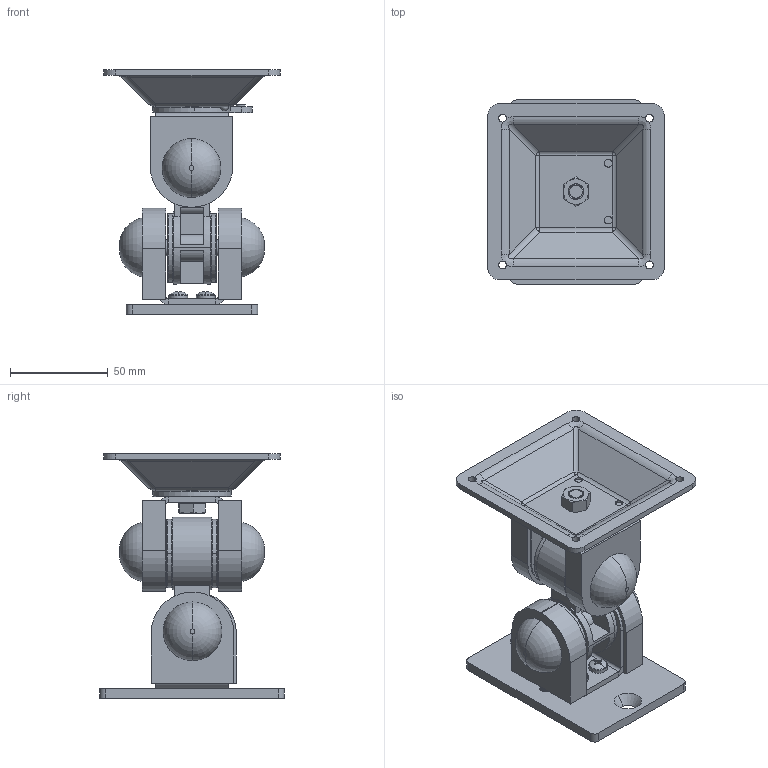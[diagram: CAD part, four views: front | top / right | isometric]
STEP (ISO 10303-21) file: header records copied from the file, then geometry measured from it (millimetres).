
FILE_DESCRIPTION (( 'STEP AP214' ), '1' );
FILE_NAME ('4898 Unidirectional Mount - Wall Mount.STEP', '2024-09-17T00:51:47', ( '' ), ( '' ), 'SwSTEP 2.0', 'SolidWorks 2024', '' );
FILE_SCHEMA (( 'AUTOMOTIVE_DESIGN' ));
Length unit declared in the file: millimetre
Products named in the file (13): Part7; Part6; pan cross head_am_B18.6.7M - M5 x 0.8 x 8 Type I Cross Recessed PHMS --8N; Part2; hex bolt_am_B18.2.3.5M - Hex bolt M8 x 1.25 x 40 --22N; 4898 Unidirectional Mount - Wall Mount; hex nut style 1_am_B18.2.4.1M - Hex nut, Style 1,  M8 x 1.25 --D-N; Part8; 4898; Part3; hex nut style 2_am_B18.2.4.2M - Hex nut, Style 2,  M8 x 1.25 --D-N; Part5; hex cap screw_am_B18.2.3.1M - Hex cap screw, M8 x 1.25 x 16 --16N
Assembly tree (24 placements, depth 2):
  4898 Unidirectional Mount - Wall Mount
    Part3  x2
    Part5  x4
    Part8
    hex bolt_am_B18.2.3.5M - Hex bolt M8 x 1.25 x 40 --22N  x2
    hex nut style 2_am_B18.2.4.2M - Hex nut, Style 2,  M8 x 1.25 --D-N  x2
    Part2
    pan cross head_am_B18.6.7M - M5 x 0.8 x 8 Type I Cross Recessed PHMS --8N  x4
    Part6
    4898
    hex cap screw_am_B18.2.3.1M - Hex cap screw, M8 x 1.25 x 16 --16N
    hex nut style 1_am_B18.2.4.1M - Hex nut, Style 1,  M8 x 1.25 --D-N
    Part7  x4
Bounding box: 90 x 94 x 125 mm (x, y, z)
Volume: 174939.1 mm3; surface area: 112576.5 mm2
Topology: 24 solids, 24 shells, 979 faces, 2493 edges, 1580 vertices
Faces by surface type: plane 519, cylinder 280, cone 84, torus 50, bspline 26, sphere 20
Entity records: 31243 total; most frequent: CARTESIAN_POINT 13139, ORIENTED_EDGE 3806, DIRECTION 3705, EDGE_CURVE 1903, AXIS2_PLACEMENT_3D 1390, VERTEX_POINT 1218, VECTOR 925, LINE 925
